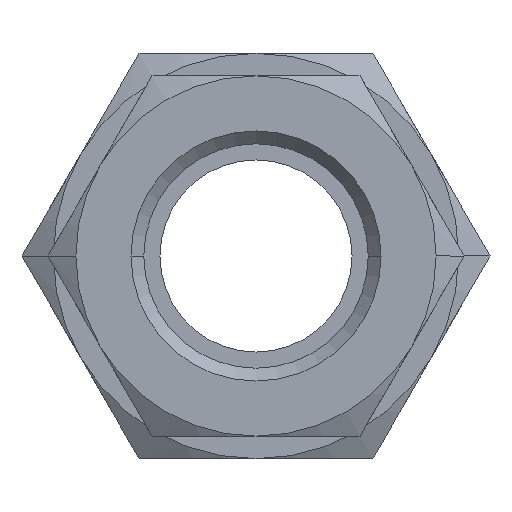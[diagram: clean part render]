
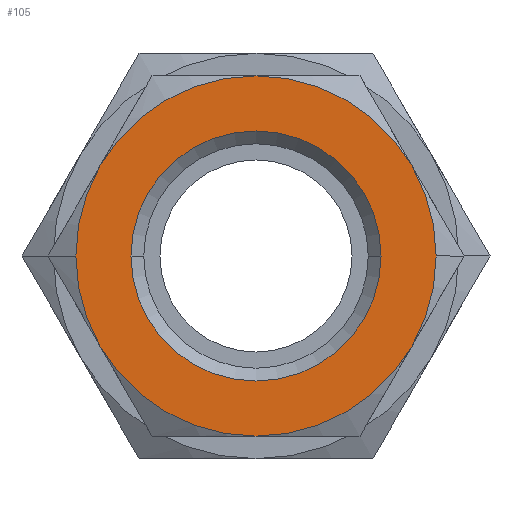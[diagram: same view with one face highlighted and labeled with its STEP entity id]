
A CAD part, front view. The second image highlights one B-rep face of the part: STEP entity #105.
In plain terms, the highlighted planar face has unit normal (0, -1, 0).
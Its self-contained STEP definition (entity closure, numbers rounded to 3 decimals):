
#105=ADVANCED_FACE('',(#230,#231),#232,.F.);
#230=FACE_OUTER_BOUND('',#356,.T.);
#231=FACE_BOUND('',#357,.T.);
#232=PLANE('',#358);
#356=EDGE_LOOP('',(#782,#783,#784,#785,#786,#787,#788,#789));
#357=EDGE_LOOP('',(#790,#791));
#358=AXIS2_PLACEMENT_3D('',#792,#793,#794);
#782=ORIENTED_EDGE('',*,*,#884,.F.);
#783=ORIENTED_EDGE('',*,*,#887,.F.);
#784=ORIENTED_EDGE('',*,*,#889,.F.);
#785=ORIENTED_EDGE('',*,*,#813,.F.);
#786=ORIENTED_EDGE('',*,*,#893,.F.);
#787=ORIENTED_EDGE('',*,*,#896,.F.);
#788=ORIENTED_EDGE('',*,*,#809,.F.);
#789=ORIENTED_EDGE('',*,*,#898,.F.);
#790=ORIENTED_EDGE('',*,*,#796,.F.);
#791=ORIENTED_EDGE('',*,*,#916,.F.);
#792=CARTESIAN_POINT('',(0.,0.0,0.));
#793=DIRECTION('',(0.0,1.0,0.0));
#794=DIRECTION('',(0.0,0.0,1.0));
#796=EDGE_CURVE('',#923,#926,#927,.T.);
#809=EDGE_CURVE('',#948,#951,#952,.T.);
#813=EDGE_CURVE('',#957,#955,#959,.T.);
#884=EDGE_CURVE('',#1070,#1072,#1073,.T.);
#887=EDGE_CURVE('',#1076,#1070,#1078,.T.);
#889=EDGE_CURVE('',#955,#1076,#1080,.T.);
#893=EDGE_CURVE('',#1084,#957,#1086,.T.);
#896=EDGE_CURVE('',#951,#1084,#1090,.T.);
#898=EDGE_CURVE('',#1072,#948,#1092,.T.);
#916=EDGE_CURVE('',#926,#923,#1118,.T.);
#923=VERTEX_POINT('',#1125);
#926=VERTEX_POINT('',#1129);
#927=CIRCLE('',#1130,8.331);
#948=VERTEX_POINT('',#1178);
#951=VERTEX_POINT('',#1182);
#952=CIRCLE('',#1183,12.0);
#955=VERTEX_POINT('',#1197);
#957=VERTEX_POINT('',#1200);
#959=CIRCLE('',#1213,12.0);
#1070=VERTEX_POINT('',#1604);
#1072=VERTEX_POINT('',#1617);
#1073=CIRCLE('',#1618,12.0);
#1076=VERTEX_POINT('',#1632);
#1078=CIRCLE('',#1645,12.0);
#1080=CIRCLE('',#1658,12.0);
#1084=VERTEX_POINT('',#1684);
#1086=CIRCLE('',#1697,12.0);
#1090=CIRCLE('',#1723,12.0);
#1092=CIRCLE('',#1736,12.0);
#1118=CIRCLE('',#1872,8.331);
#1125=CARTESIAN_POINT('',(8.331,0.0,0.0));
#1129=CARTESIAN_POINT('',(-8.331,0.0,0.));
#1130=AXIS2_PLACEMENT_3D('',#1886,#1887,#1888);
#1178=CARTESIAN_POINT('',(12.0,0.0,0.));
#1182=CARTESIAN_POINT('',(10.392,0.0,-6.0));
#1183=AXIS2_PLACEMENT_3D('',#1907,#1908,#1909);
#1197=CARTESIAN_POINT('',(-12.0,0.0,0.));
#1200=CARTESIAN_POINT('',(-10.392,0.0,-6.0));
#1213=AXIS2_PLACEMENT_3D('',#1911,#1912,#1913);
#1604=CARTESIAN_POINT('',(0.,0.0,12.0));
#1617=CARTESIAN_POINT('',(10.392,0.0,6.0));
#1618=AXIS2_PLACEMENT_3D('',#2017,#2018,#2019);
#1632=CARTESIAN_POINT('',(-10.392,0.0,6.0));
#1645=AXIS2_PLACEMENT_3D('',#2020,#2021,#2022);
#1658=AXIS2_PLACEMENT_3D('',#2023,#2024,#2025);
#1684=CARTESIAN_POINT('',(0.0,0.0,-12.0));
#1697=AXIS2_PLACEMENT_3D('',#2026,#2027,#2028);
#1723=AXIS2_PLACEMENT_3D('',#2029,#2030,#2031);
#1736=AXIS2_PLACEMENT_3D('',#2032,#2033,#2034);
#1872=AXIS2_PLACEMENT_3D('',#2056,#2057,#2058);
#1886=CARTESIAN_POINT('',(0.0,0.0,0.0));
#1887=DIRECTION('',(0.0,-1.0,-0.0));
#1888=DIRECTION('',(1.0,0.0,0.0));
#1907=CARTESIAN_POINT('',(0.0,0.0,0.0));
#1908=DIRECTION('',(-0.0,1.0,0.0));
#1909=DIRECTION('',(1.0,0.0,0.0));
#1911=CARTESIAN_POINT('',(0.0,0.0,0.0));
#1912=DIRECTION('',(-0.0,1.0,0.0));
#1913=DIRECTION('',(1.0,0.0,0.0));
#2017=CARTESIAN_POINT('',(0.0,0.0,0.0));
#2018=DIRECTION('',(-0.0,1.0,0.0));
#2019=DIRECTION('',(1.0,0.0,0.0));
#2020=CARTESIAN_POINT('',(0.0,0.0,0.0));
#2021=DIRECTION('',(-0.0,1.0,0.0));
#2022=DIRECTION('',(1.0,0.0,0.0));
#2023=CARTESIAN_POINT('',(0.0,0.0,0.0));
#2024=DIRECTION('',(-0.0,1.0,0.0));
#2025=DIRECTION('',(1.0,0.0,0.0));
#2026=CARTESIAN_POINT('',(0.0,0.0,0.0));
#2027=DIRECTION('',(-0.0,1.0,0.0));
#2028=DIRECTION('',(1.0,0.0,0.0));
#2029=CARTESIAN_POINT('',(0.0,0.0,0.0));
#2030=DIRECTION('',(-0.0,1.0,0.0));
#2031=DIRECTION('',(1.0,0.0,0.0));
#2032=CARTESIAN_POINT('',(0.0,0.0,0.0));
#2033=DIRECTION('',(-0.0,1.0,0.0));
#2034=DIRECTION('',(1.0,0.0,0.0));
#2056=CARTESIAN_POINT('',(0.0,0.0,0.0));
#2057=DIRECTION('',(0.0,-1.0,-0.0));
#2058=DIRECTION('',(1.0,0.0,0.0));
